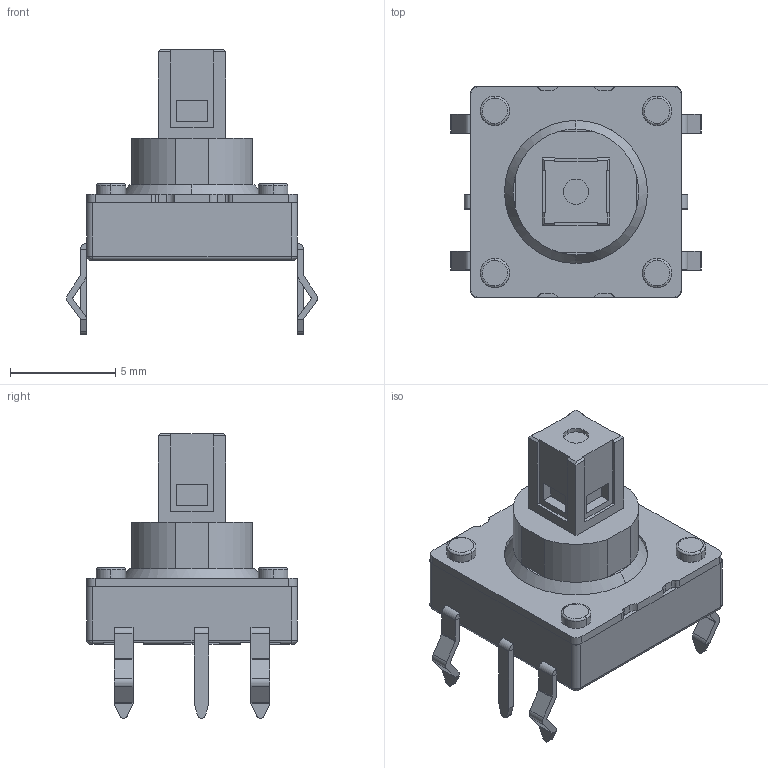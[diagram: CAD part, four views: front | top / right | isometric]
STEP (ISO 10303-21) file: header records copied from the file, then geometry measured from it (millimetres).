
FILE_DESCRIPTION(('STEP AP242'),'1');
FILE_NAME('skqucaa010.stp','2021-04-08T21:51:03',('TraceParts'),('TraceParts S.A.'),'Spatial InterOp 3D',' ',' ');
FILE_SCHEMA(('AP242_MANAGED_MODEL_BASED_3D_ENGINEERING_MIM_LF {1 0 10303 442 1 1 4}'));
Length unit declared in the file: millimetre
Products named in the file (1): skqucaa010
Bounding box: 11.9 x 10 x 13.5 mm (x, y, z)
Volume: 423.8 mm3; surface area: 527.6 mm2
Topology: 1 solids, 5 shells, 353 faces, 886 edges, 562 vertices
Faces by surface type: plane 193, cylinder 138, bspline 14, cone 8
Entity records: 13220 total; most frequent: CARTESIAN_POINT 2070, DIRECTION 1862, ORIENTED_EDGE 1772, EDGE_CURVE 886, AXIS2_PLACEMENT_3D 654, VERTEX_POINT 562, LINE 554, VECTOR 554
